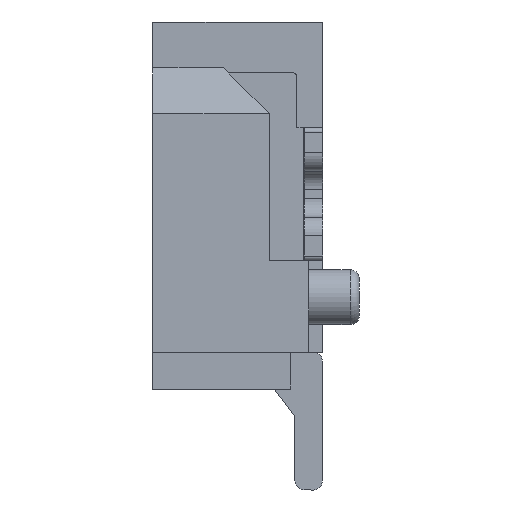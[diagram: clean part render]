
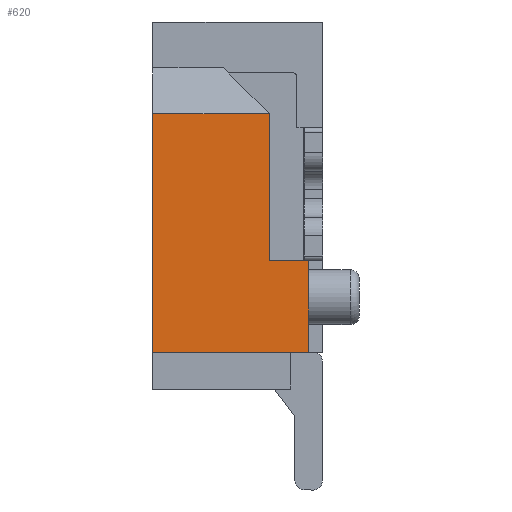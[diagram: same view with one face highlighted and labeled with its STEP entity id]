
A CAD part, left-side view. The second image highlights one B-rep face of the part: STEP entity #620.
In plain terms, the highlighted planar face has unit normal (-1, 0, 0).
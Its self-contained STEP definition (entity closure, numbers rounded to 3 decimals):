
#620 = ADVANCED_FACE( '', ( #1220 ), #1221, .T. );
#1220 = FACE_OUTER_BOUND( '', #1834, .T. );
#1221 = PLANE( '', #1835 );
#1834 = EDGE_LOOP( '', ( #3418, #3419, #3420, #3421, #3422, #3423 ) );
#1835 = AXIS2_PLACEMENT_3D( '', #3424, #3425, #3426 );
#3418 = ORIENTED_EDGE( '', *, *, #4651, .F. );
#3419 = ORIENTED_EDGE( '', *, *, #4385, .T. );
#3420 = ORIENTED_EDGE( '', *, *, #4652, .T. );
#3421 = ORIENTED_EDGE( '', *, *, #4481, .T. );
#3422 = ORIENTED_EDGE( '', *, *, #4653, .T. );
#3423 = ORIENTED_EDGE( '', *, *, #4224, .F. );
#3424 = CARTESIAN_POINT( '', ( -5.65, -1.85, -1.3 ) );
#3425 = DIRECTION( '', ( -1., 0., 0. ) );
#3426 = DIRECTION( '', ( 0., 0., 1. ) );
#4224 = EDGE_CURVE( '', #5202, #5204, #5205, .T. );
#4385 = EDGE_CURVE( '', #5462, #5463, #5464, .T. );
#4481 = EDGE_CURVE( '', #5599, #5479, #5600, .T. );
#4651 = EDGE_CURVE( '', #5462, #5202, #5812, .T. );
#4652 = EDGE_CURVE( '', #5463, #5599, #5813, .T. );
#4653 = EDGE_CURVE( '', #5479, #5204, #5814, .T. );
#5202 = VERTEX_POINT( '', #6571 );
#5204 = VERTEX_POINT( '', #6574 );
#5205 = LINE( '', #6575, #6576 );
#5462 = VERTEX_POINT( '', #6939 );
#5463 = VERTEX_POINT( '', #6940 );
#5464 = LINE( '', #6941, #6942 );
#5479 = VERTEX_POINT( '', #6965 );
#5599 = VERTEX_POINT( '', #7147 );
#5600 = LINE( '', #7148, #7149 );
#5812 = LINE( '', #7452, #7453 );
#5813 = LINE( '', #7454, #7455 );
#5814 = LINE( '', #7456, #7457 );
#6571 = CARTESIAN_POINT( '', ( -5.65, 0., -1.3 ) );
#6574 = CARTESIAN_POINT( '', ( -5.65, 0., 1.3 ) );
#6575 = CARTESIAN_POINT( '', ( -5.65, 0., -1.3 ) );
#6576 = VECTOR( '', #7851, 1000. );
#6939 = CARTESIAN_POINT( '', ( -5.65, -1.7, -1.3 ) );
#6940 = CARTESIAN_POINT( '', ( -5.65, -1.7, -0.3 ) );
#6941 = CARTESIAN_POINT( '', ( -5.65, -1.7, -1.3 ) );
#6942 = VECTOR( '', #8036, 1000. );
#6965 = CARTESIAN_POINT( '', ( -5.65, -1.27, 1.3 ) );
#7147 = CARTESIAN_POINT( '', ( -5.65, -1.27, -0.3 ) );
#7148 = CARTESIAN_POINT( '', ( -5.65, -1.27, -0.3 ) );
#7149 = VECTOR( '', #8116, 1000. );
#7452 = CARTESIAN_POINT( '', ( -5.65, -1.85, -1.3 ) );
#7453 = VECTOR( '', #8271, 1000. );
#7454 = CARTESIAN_POINT( '', ( -5.65, -1.7, -0.3 ) );
#7455 = VECTOR( '', #8272, 1000. );
#7456 = CARTESIAN_POINT( '', ( -5.65, -1.85, 1.3 ) );
#7457 = VECTOR( '', #8273, 1000. );
#7851 = DIRECTION( '', ( 0., 0., 1. ) );
#8036 = DIRECTION( '', ( 0., 0., 1. ) );
#8116 = DIRECTION( '', ( 0., 0., 1. ) );
#8271 = DIRECTION( '', ( 0., 1., 0. ) );
#8272 = DIRECTION( '', ( 0., 1., 0. ) );
#8273 = DIRECTION( '', ( 0., 1., 0. ) );
